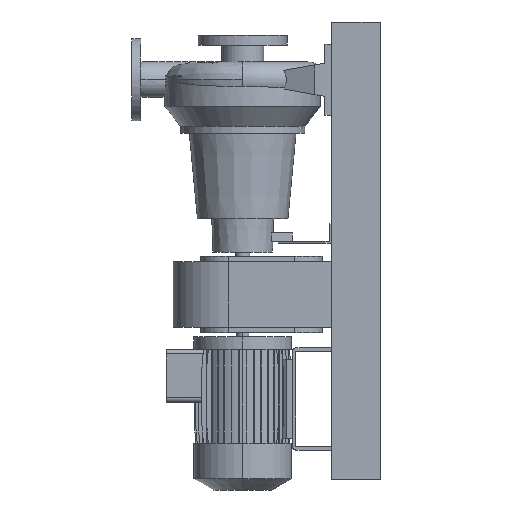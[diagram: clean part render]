
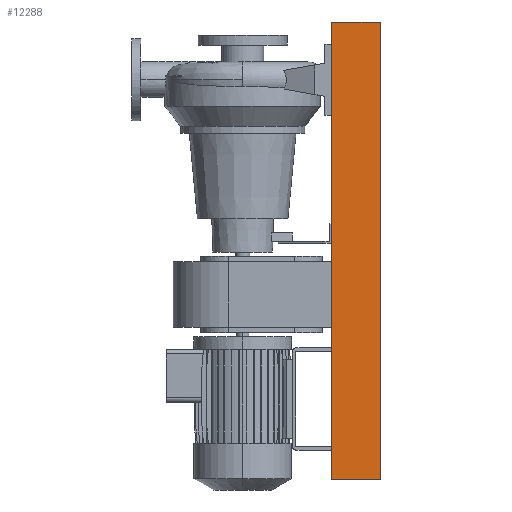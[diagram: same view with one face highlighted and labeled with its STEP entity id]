
A CAD part, left-side view. The second image highlights one B-rep face of the part: STEP entity #12288.
In plain terms, the highlighted planar face has unit normal (-1, 0, 0).
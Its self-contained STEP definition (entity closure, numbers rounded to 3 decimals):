
#283 = EDGE_CURVE ( 'NONE', #779, #4477, #8733, .T. ) ;
#779 = VERTEX_POINT ( 'NONE', #15758 ) ;
#979 = CARTESIAN_POINT ( 'NONE',  ( -200., 55., 515. ) ) ;
#3001 = PLANE ( 'NONE',  #21350 ) ;
#3045 = ORIENTED_EDGE ( 'NONE', *, *, #10239, .T. ) ;
#3322 = DIRECTION ( 'NONE',  ( 0., -1., 0. ) ) ;
#3332 = EDGE_CURVE ( 'NONE', #4477, #3907, #4533, .T. ) ;
#3907 = VERTEX_POINT ( 'NONE', #18465 ) ;
#4477 = VERTEX_POINT ( 'NONE', #979 ) ;
#4514 = FACE_OUTER_BOUND ( 'NONE', #5301, .T. ) ;
#4520 = VERTEX_POINT ( 'NONE', #12559 ) ;
#4533 = LINE ( 'NONE', #19513, #11322 ) ;
#5065 = LINE ( 'NONE', #12975, #16403 ) ;
#5301 = EDGE_LOOP ( 'NONE', ( #6485, #7010, #20857, #3045 ) ) ;
#6485 = ORIENTED_EDGE ( 'NONE', *, *, #3332, .F. ) ;
#7010 = ORIENTED_EDGE ( 'NONE', *, *, #283, .F. ) ;
#8309 = DIRECTION ( 'NONE',  ( -1., 0., 0. ) ) ;
#8669 = CARTESIAN_POINT ( 'NONE',  ( -200., -55., -515. ) ) ;
#8733 = LINE ( 'NONE', #12093, #17515 ) ;
#8798 = VECTOR ( 'NONE', #10504, 1000. ) ;
#8889 = EDGE_CURVE ( 'NONE', #779, #4520, #5065, .T. ) ;
#9313 = DIRECTION ( 'NONE',  ( 0., -1., 0. ) ) ;
#10239 = EDGE_CURVE ( 'NONE', #4520, #3907, #20283, .T. ) ;
#10465 = DIRECTION ( 'NONE',  ( 0., 0., 1. ) ) ;
#10504 = DIRECTION ( 'NONE',  ( 0., 0., 1. ) ) ;
#11322 = VECTOR ( 'NONE', #9313, 1000. ) ;
#12093 = CARTESIAN_POINT ( 'NONE',  ( -200., 55., -515. ) ) ;
#12288 = ADVANCED_FACE ( 'NONE', ( #4514 ), #3001, .T. ) ;
#12559 = CARTESIAN_POINT ( 'NONE',  ( -200., -55., -515. ) ) ;
#12975 = CARTESIAN_POINT ( 'NONE',  ( -200., -55., -515. ) ) ;
#13087 = DIRECTION ( 'NONE',  ( 0., 0., 1. ) ) ;
#15758 = CARTESIAN_POINT ( 'NONE',  ( -200., 55., -515. ) ) ;
#16238 = CARTESIAN_POINT ( 'NONE',  ( -200., -55., -515. ) ) ;
#16403 = VECTOR ( 'NONE', #3322, 1000. ) ;
#17515 = VECTOR ( 'NONE', #10465, 1000. ) ;
#18465 = CARTESIAN_POINT ( 'NONE',  ( -200., -55., 515. ) ) ;
#19513 = CARTESIAN_POINT ( 'NONE',  ( -200., -55., 515. ) ) ;
#20283 = LINE ( 'NONE', #8669, #8798 ) ;
#20857 = ORIENTED_EDGE ( 'NONE', *, *, #8889, .T. ) ;
#21350 = AXIS2_PLACEMENT_3D ( 'NONE', #16238, #8309, #13087 ) ;
